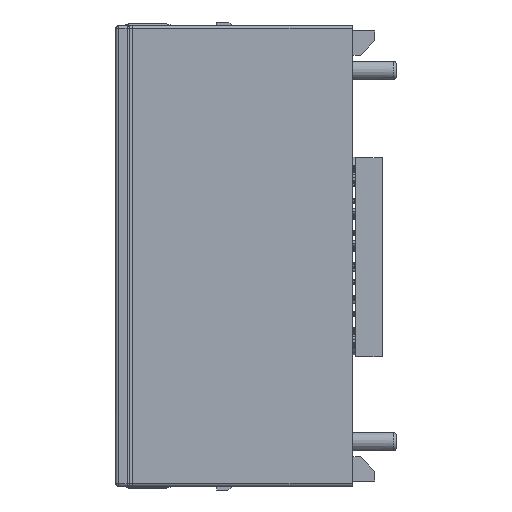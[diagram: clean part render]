
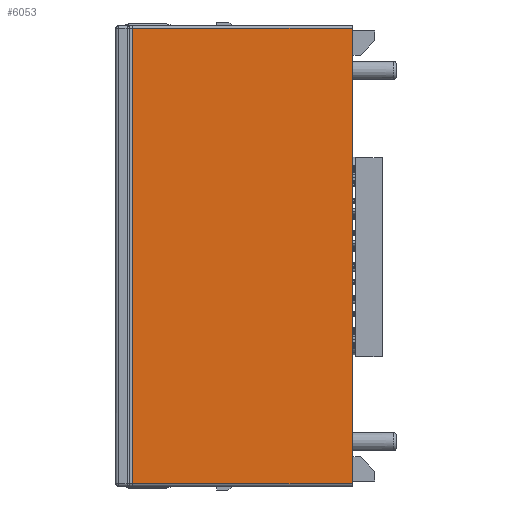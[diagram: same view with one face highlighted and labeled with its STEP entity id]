
A CAD part, front view. The second image highlights one B-rep face of the part: STEP entity #6053.
In plain terms, the highlighted planar face has unit normal (0, -1, 0).
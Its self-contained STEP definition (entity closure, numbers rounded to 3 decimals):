
#45=DIRECTION('',(0.,0.,1.));
#46=VECTOR('',#45,35.7);
#47=CARTESIAN_POINT('',(-32.7,-9.7,7.9));
#48=LINE('',#47,#46);
#66=DIRECTION('',(0.,0.,-1.));
#67=VECTOR('',#66,35.7);
#68=CARTESIAN_POINT('',(-15.45,-9.7,43.6));
#69=LINE('',#68,#67);
#1533=DIRECTION('',(-1.,0.,0.));
#1534=VECTOR('',#1533,17.25);
#1535=CARTESIAN_POINT('',(-15.45,-9.7,7.9));
#1536=LINE('',#1535,#1534);
#4553=DIRECTION('',(1.,0.,0.));
#4554=VECTOR('',#4553,17.25);
#4555=CARTESIAN_POINT('',(-32.7,-9.7,43.6));
#4556=LINE('',#4555,#4554);
#4665=CARTESIAN_POINT('',(-32.7,-9.7,43.6));
#4666=VERTEX_POINT('',#4665);
#4667=CARTESIAN_POINT('',(-32.7,-9.7,7.9));
#4668=VERTEX_POINT('',#4667);
#4669=CARTESIAN_POINT('',(-15.45,-9.7,43.6));
#4670=CARTESIAN_POINT('',(-15.45,-9.7,7.9));
#4671=VERTEX_POINT('',#4669);
#4672=VERTEX_POINT('',#4670);
#6039=CARTESIAN_POINT('',(-34.,-9.7,7.7));
#6040=DIRECTION('',(0.,-1.,0.));
#6041=DIRECTION('',(0.,0.,1.));
#6042=AXIS2_PLACEMENT_3D('',#6039,#6040,#6041);
#6043=PLANE('',#6042);
#6045=ORIENTED_EDGE('',*,*,#6044,.T.);
#6047=ORIENTED_EDGE('',*,*,#6046,.T.);
#6048=ORIENTED_EDGE('',*,*,#6031,.T.);
#6050=ORIENTED_EDGE('',*,*,#6049,.T.);
#6051=EDGE_LOOP('',(#6045,#6047,#6048,#6050));
#6052=FACE_OUTER_BOUND('',#6051,.F.);
#6053=ADVANCED_FACE('',(#6052),#6043,.T.);
#6031=EDGE_CURVE('',#4668,#4666,#48,.T.);
#6044=EDGE_CURVE('',#4671,#4672,#69,.T.);
#6046=EDGE_CURVE('',#4672,#4668,#1536,.T.);
#6049=EDGE_CURVE('',#4666,#4671,#4556,.T.);
